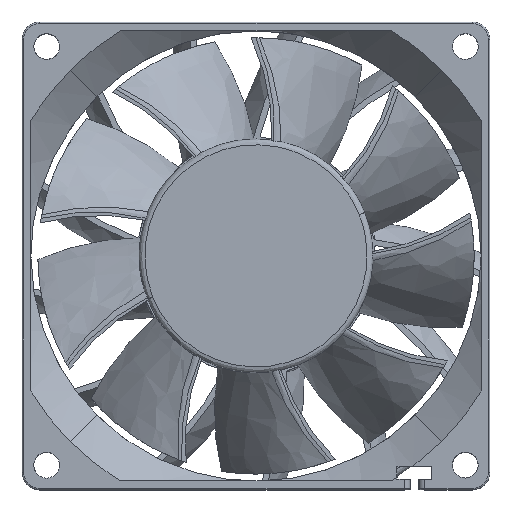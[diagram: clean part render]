
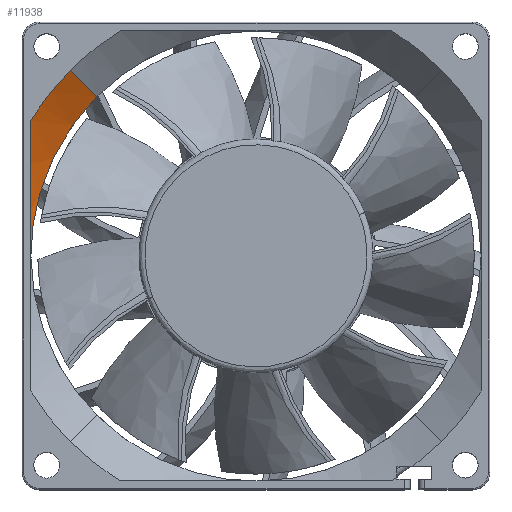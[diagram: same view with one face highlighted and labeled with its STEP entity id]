
A CAD part, top view. The second image highlights one B-rep face of the part: STEP entity #11938.
In plain terms, the highlighted free-form (B-spline) face has degree [1, 3] with [2, 4] control points.
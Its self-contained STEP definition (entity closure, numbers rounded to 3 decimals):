
#5436 = CARTESIAN_POINT ( 'NONE',  ( -38.5, 0., 18.8 ) ) ;
#5440 = CARTESIAN_POINT ( 'NONE',  ( -31.749, 31.749, 25.2 ) ) ;
#5441 = CARTESIAN_POINT ( 'NONE',  ( -38.5, 23.103, 25.2 ) ) ;
#5463 = CARTESIAN_POINT ( 'NONE',  ( -27.224, 27.224, 18.8 ) ) ;
#10325 = CARTESIAN_POINT ( 'NONE',  ( -29.005, 25.442, 18.8 ) ) ;
#10326 = CARTESIAN_POINT ( 'NONE',  ( -27.224, 27.224, 18.8 ) ) ;
#10337 = CARTESIAN_POINT ( 'NONE',  ( -27.224, 27.224, 18.8 ) ) ;
#10339 = CARTESIAN_POINT ( 'NONE',  ( -31.749, 31.749, 25.2 ) ) ;
#10340 = CARTESIAN_POINT ( 'NONE',  ( -30.612, 23.485, 18.8 ) ) ;
#10341 = CARTESIAN_POINT ( 'NONE',  ( -33.412, 19.294, 18.8 ) ) ;
#10342 = CARTESIAN_POINT ( 'NONE',  ( -34.605, 17.061, 18.8 ) ) ;
#10343 = CARTESIAN_POINT ( 'NONE',  ( -36.534, 12.405, 18.8 ) ) ;
#10344 = CARTESIAN_POINT ( 'NONE',  ( -37.269, 9.982, 18.8 ) ) ;
#10345 = CARTESIAN_POINT ( 'NONE',  ( -38.252, 5.04, 18.8 ) ) ;
#10346 = CARTESIAN_POINT ( 'NONE',  ( -38.5, 2.52, 18.8 ) ) ;
#10347 = CARTESIAN_POINT ( 'NONE',  ( -38.5, 0., 18.8 ) ) ;
#10349 = CARTESIAN_POINT ( 'NONE',  ( -38.5, 23.103, 25.2 ) ) ;
#10352 = CARTESIAN_POINT ( 'NONE',  ( -34.348, 29.151, 25.2 ) ) ;
#10353 = CARTESIAN_POINT ( 'NONE',  ( -31.749, 31.749, 25.2 ) ) ;
#10354 = CARTESIAN_POINT ( 'NONE',  ( -38.499, 21.315, 24.279 ) ) ;
#10356 = CARTESIAN_POINT ( 'NONE',  ( -36.609, 26.254, 25.2 ) ) ;
#10357 = CARTESIAN_POINT ( 'NONE',  ( -38.5, 23.103, 25.2 ) ) ;
#10359 = CARTESIAN_POINT ( 'NONE',  ( -38.5, 19.485, 23.416 ) ) ;
#10360 = CARTESIAN_POINT ( 'NONE',  ( -38.5, 15.758, 21.866 ) ) ;
#10361 = CARTESIAN_POINT ( 'NONE',  ( -38.5, 13.861, 21.177 ) ) ;
#10362 = CARTESIAN_POINT ( 'NONE',  ( -38.5, 9.992, 20.033 ) ) ;
#10363 = CARTESIAN_POINT ( 'NONE',  ( -38.501, 8.021, 19.578 ) ) ;
#10364 = CARTESIAN_POINT ( 'NONE',  ( -38.5, 4.034, 18.961 ) ) ;
#10365 = CARTESIAN_POINT ( 'NONE',  ( -38.497, 2.021, 18.797 ) ) ;
#10366 = CARTESIAN_POINT ( 'NONE',  ( -38.5, 0., 18.8 ) ) ;
#11277 =( BOUNDED_SURFACE ( )  B_SPLINE_SURFACE ( 1, 3, ( 
 ( #24514, #24513, #24522, #24523 ),
 ( #21627, #21626, #24524, #24525 ) ),
 .UNSPECIFIED., .F., .F., .F. ) 
 B_SPLINE_SURFACE_WITH_KNOTS ( ( 2, 2 ),
 ( 4, 4 ),
 ( 0.013, 0.981 ),
 ( 0., 1. ),
 .UNSPECIFIED. ) 
 GEOMETRIC_REPRESENTATION_ITEM ( )  RATIONAL_B_SPLINE_SURFACE ( (
 ( 1., 0.949, 0.949, 1.),
 ( 1., 0.949, 0.949, 1.) ) ) 
 REPRESENTATION_ITEM ( '' )  SURFACE ( )  );
#11656 = B_SPLINE_CURVE_WITH_KNOTS ( 'NONE', 3,
 ( #10326, #10325, #10340, #10341, #10342, #10343, #10344, #10345, #10346, #10347 ),
 .UNSPECIFIED., .F., .F.,
 ( 4, 2, 2, 2, 4 ),
 ( 0.5, 0.625, 0.75, 0.875, 1. ),
 .UNSPECIFIED. ) ;
#11657 = B_SPLINE_CURVE_WITH_KNOTS ( 'NONE', 1,
 ( #10337, #10339 ),
 .UNSPECIFIED., .F., .F.,
 ( 2, 2 ),
 ( 0.019, 0.981 ),
 .UNSPECIFIED. ) ;
#11658 =( BOUNDED_CURVE ( )  B_SPLINE_CURVE ( 3, ( #10353, #10352, #10356, #10357 ),
 .UNSPECIFIED., .F., .T. ) 
 B_SPLINE_CURVE_WITH_KNOTS ( ( 4, 4 ),
 ( 0.5, 1. ),
 .UNSPECIFIED. ) 
 CURVE ( )  GEOMETRIC_REPRESENTATION_ITEM ( )  RATIONAL_B_SPLINE_CURVE ( ( 1., 0.995, 0.995, 1. ) ) 
 REPRESENTATION_ITEM ( '' )  );
#11659 = B_SPLINE_CURVE_WITH_KNOTS ( 'NONE', 3,
 ( #10349, #10354, #10359, #10360, #10361, #10362, #10363, #10364, #10365, #10366 ),
 .UNSPECIFIED., .F., .F.,
 ( 4, 2, 2, 2, 4 ),
 ( 0., 0.25, 0.5, 0.75, 1. ),
 .UNSPECIFIED. ) ;
#11938 = ADVANCED_FACE ( 'NONE', ( #21551 ), #11277, .T. ) ;
#15169 = ORIENTED_EDGE ( 'NONE', *, *, #16962, .F. ) ;
#15170 = ORIENTED_EDGE ( 'NONE', *, *, #16964, .T. ) ;
#15171 = ORIENTED_EDGE ( 'NONE', *, *, #16966, .T. ) ;
#15172 = ORIENTED_EDGE ( 'NONE', *, *, #16968, .T. ) ;
#16962 = EDGE_CURVE ( 'NONE', #21456, #21419, #11656, .T. ) ;
#16964 = EDGE_CURVE ( 'NONE', #21456, #21423, #11657, .T. ) ;
#16966 = EDGE_CURVE ( 'NONE', #21423, #21424, #11658, .T. ) ;
#16968 = EDGE_CURVE ( 'NONE', #21424, #21419, #11659, .T. ) ;
#21419 = VERTEX_POINT ( 'NONE', #5436 ) ;
#21423 = VERTEX_POINT ( 'NONE', #5440 ) ;
#21424 = VERTEX_POINT ( 'NONE', #5441 ) ;
#21450 = EDGE_LOOP ( 'NONE', ( #15169, #15170, #15171, #15172 ) ) ;
#21456 = VERTEX_POINT ( 'NONE', #5463 ) ;
#21551 = FACE_OUTER_BOUND ( 'NONE', #21450, .T. ) ;
#21626 = CARTESIAN_POINT ( 'NONE',  ( -40.336, 23.162, 25.2 ) ) ;
#21627 = CARTESIAN_POINT ( 'NONE',  ( -31.749, 31.749, 25.2 ) ) ;
#24513 = CARTESIAN_POINT ( 'NONE',  ( -34.55, 19.84, 18.759 ) ) ;
#24514 = CARTESIAN_POINT ( 'NONE',  ( -27.195, 27.195, 18.759 ) ) ;
#24522 = CARTESIAN_POINT ( 'NONE',  ( -38.508, 10.22, 18.759 ) ) ;
#24523 = CARTESIAN_POINT ( 'NONE',  ( -38.459, -0.181, 18.759 ) ) ;
#24524 = CARTESIAN_POINT ( 'NONE',  ( -44.957, 11.932, 25.2 ) ) ;
#24525 = CARTESIAN_POINT ( 'NONE',  ( -44.9, -0.212, 25.2 ) ) ;
